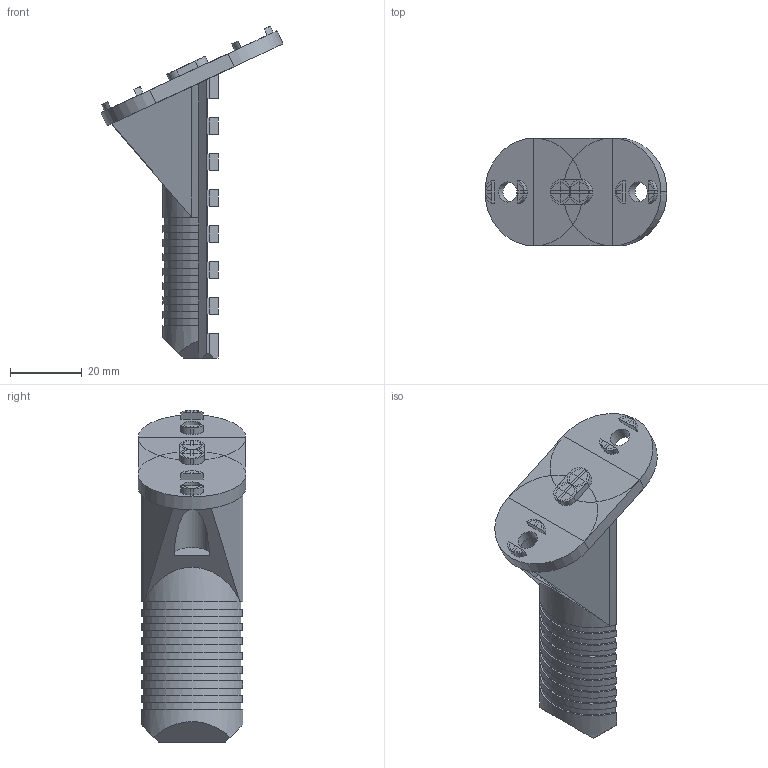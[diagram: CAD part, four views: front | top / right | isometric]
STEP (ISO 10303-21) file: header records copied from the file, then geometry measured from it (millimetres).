
FILE_DESCRIPTION(('FreeCAD Model'),'2;1');
FILE_NAME('Open CASCADE Shape Model','2025-07-30T15:28:14',(''),(''), 'Open CASCADE STEP processor 7.8','FreeCAD','Unknown');
FILE_SCHEMA(('AUTOMOTIVE_DESIGN { 1 0 10303 214 1 1 1 1 }'));
Length unit declared in the file: millimetre
Products named in the file (1): difference012
Bounding box: 50.63 x 30 x 92.38 mm (x, y, z)
Volume: 29128.3 mm3; surface area: 10908.7 mm2
Topology: 1 solids, 1 shells, 234 faces, 600 edges, 373 vertices
Faces by surface type: plane 199, cylinder 35
Full cylindrical faces by diameter (mm): 5.6 x2, 10 x1
Entity records: 7027 total; most frequent: DIRECTION 1231, CARTESIAN_POINT 1208, ORIENTED_EDGE 1200, EDGE_CURVE 600, LINE 439, VECTOR 439, AXIS2_PLACEMENT_3D 396, VERTEX_POINT 373
